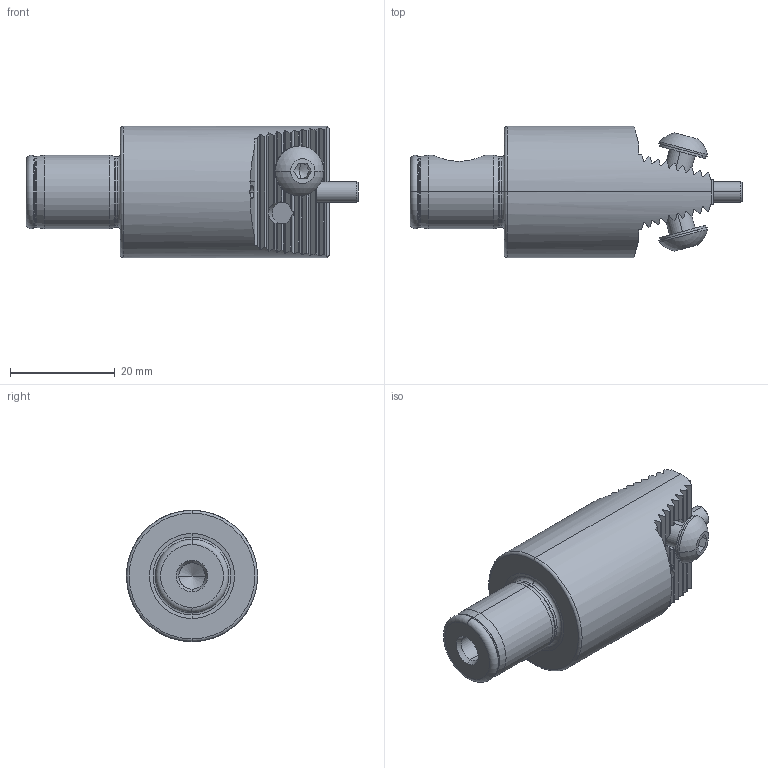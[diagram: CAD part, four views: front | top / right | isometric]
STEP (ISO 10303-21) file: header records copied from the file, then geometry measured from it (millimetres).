
FILE_DESCRIPTION (( 'STEP AP214' ), '1' );
FILE_NAME ('WH2-Z25.K23.056.STEP', '2015-10-01T07:29:07', ( 'SWIAdmin' ), ( 'Hewlett-Packard Company' ), 'SwSTEP 2.0', 'SolidWorks 2015', '' );
FILE_SCHEMA (( 'AUTOMOTIVE_DESIGN' ));
Length unit declared in the file: millimetre
Products named in the file (6): Z20-ER2.001.013_A; Z25-ER1.001.012; Z25-ER1.003.012_A_gespannt; Z25-ER1.002.012_A; WH2-Z25.K23.056_A; WH2-Z25.K23.056
Assembly tree (6 placements, depth 3):
  WH2-Z25.K23.056
    WH2-Z25.K23.056_A
    Z25-ER1.001.012  x2
      Z25-ER1.002.012_A
      Z25-ER1.003.012_A_gespannt
    Z20-ER2.001.013_A
Bounding box: 63.3 x 25 x 25 mm (x, y, z)
Volume: 17931.3 mm3; surface area: 7172.3 mm2
Topology: 6 solids, 6 shells, 323 faces, 850 edges, 532 vertices
Faces by surface type: plane 167, cylinder 84, cone 48, torus 20, sphere 4
Entity records: 10491 total; most frequent: CARTESIAN_POINT 3627, ORIENTED_EDGE 1536, DIRECTION 1247, EDGE_CURVE 768, VERTEX_POINT 489, AXIS2_PLACEMENT_3D 475, EDGE_LOOP 305, LINE 297
